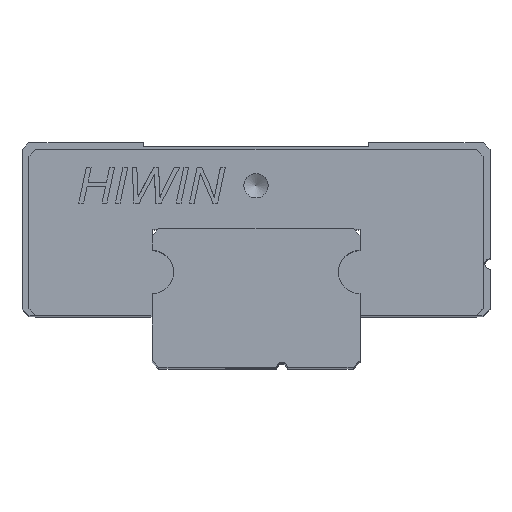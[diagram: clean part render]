
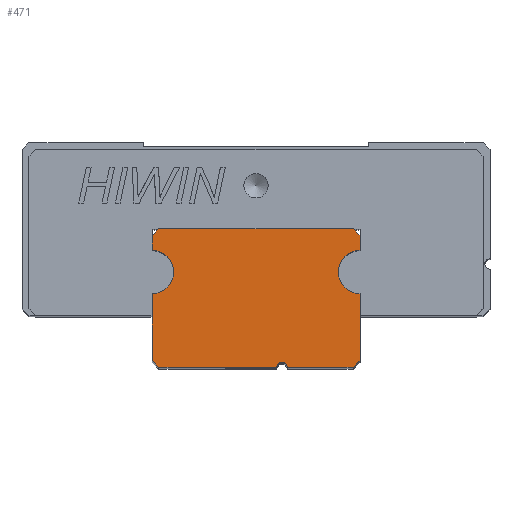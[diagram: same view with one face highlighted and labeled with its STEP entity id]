
A CAD part, top view. The second image highlights one B-rep face of the part: STEP entity #471.
In plain terms, the highlighted planar face has unit normal (0, 0, 1).
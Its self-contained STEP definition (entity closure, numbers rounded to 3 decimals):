
#471=ADVANCED_FACE('',(#835),#682,.F.);
#682=PLANE('',#4002);
#835=FACE_OUTER_BOUND('',#1040,.T.);
#1040=EDGE_LOOP('',(#1367,#1368,#1369,#1370,#1371,#1372,#1373,#1374,#1375,
#1376,#1377,#1378,#1379,#1380));
#1280=CIRCLE('',#3985,0.3);
#1282=CIRCLE('',#3990,1.25);
#1287=CIRCLE('',#3999,1.25);
#1367=ORIENTED_EDGE('',*,*,#2863,.T.);
#1368=ORIENTED_EDGE('',*,*,#2875,.T.);
#1369=ORIENTED_EDGE('',*,*,#2865,.T.);
#1370=ORIENTED_EDGE('',*,*,#2871,.T.);
#1371=ORIENTED_EDGE('',*,*,#2874,.T.);
#1372=ORIENTED_EDGE('',*,*,#2876,.T.);
#1373=ORIENTED_EDGE('',*,*,#2829,.T.);
#1374=ORIENTED_EDGE('',*,*,#2842,.T.);
#1375=ORIENTED_EDGE('',*,*,#2847,.T.);
#1376=ORIENTED_EDGE('',*,*,#2877,.T.);
#1377=ORIENTED_EDGE('',*,*,#2848,.T.);
#1378=ORIENTED_EDGE('',*,*,#2854,.T.);
#1379=ORIENTED_EDGE('',*,*,#2857,.T.);
#1380=ORIENTED_EDGE('',*,*,#2878,.T.);
#2440=VERTEX_POINT('',#4927);
#2441=VERTEX_POINT('',#4928);
#2451=VERTEX_POINT('',#4996);
#2453=VERTEX_POINT('',#5094);
#2454=VERTEX_POINT('',#5098);
#2455=VERTEX_POINT('',#5099);
#2459=VERTEX_POINT('',#5109);
#2461=VERTEX_POINT('',#5115);
#2467=VERTEX_POINT('',#5128);
#2468=VERTEX_POINT('',#5130);
#2469=VERTEX_POINT('',#5134);
#2470=VERTEX_POINT('',#5135);
#2474=VERTEX_POINT('',#5145);
#2476=VERTEX_POINT('',#5151);
#2829=EDGE_CURVE('',#2440,#2441,#3393,.T.);
#2842=EDGE_CURVE('',#2441,#2451,#1280,.T.);
#2847=EDGE_CURVE('',#2451,#2453,#3403,.T.);
#2848=EDGE_CURVE('',#2454,#2455,#3404,.T.);
#2854=EDGE_CURVE('',#2455,#2459,#1282,.T.);
#2857=EDGE_CURVE('',#2459,#2461,#3411,.T.);
#2863=EDGE_CURVE('',#2468,#2467,#3414,.T.);
#2865=EDGE_CURVE('',#2469,#2470,#3416,.T.);
#2871=EDGE_CURVE('',#2470,#2474,#1287,.T.);
#2874=EDGE_CURVE('',#2474,#2476,#3423,.T.);
#2875=EDGE_CURVE('',#2467,#2469,#3424,.T.);
#2876=EDGE_CURVE('',#2476,#2440,#3425,.T.);
#2877=EDGE_CURVE('',#2453,#2454,#3426,.T.);
#2878=EDGE_CURVE('',#2461,#2468,#3427,.T.);
#3393=LINE('',#4926,#3666);
#3403=LINE('',#5095,#3676);
#3404=LINE('',#5097,#3677);
#3411=LINE('',#5116,#3684);
#3414=LINE('',#5129,#3687);
#3416=LINE('',#5133,#3689);
#3423=LINE('',#5152,#3696);
#3424=LINE('',#5154,#3697);
#3425=LINE('',#5155,#3698);
#3426=LINE('',#5156,#3699);
#3427=LINE('',#5157,#3700);
#3666=VECTOR('',#4192,1.);
#3676=VECTOR('',#4216,1.);
#3677=VECTOR('',#4219,1.);
#3684=VECTOR('',#4234,1.);
#3687=VECTOR('',#4245,1.);
#3689=VECTOR('',#4249,1.);
#3696=VECTOR('',#4264,1.);
#3697=VECTOR('',#4267,1.);
#3698=VECTOR('',#4268,1.);
#3699=VECTOR('',#4269,1.);
#3700=VECTOR('',#4270,1.);
#3985=AXIS2_PLACEMENT_3D('',#4997,#4210,#4211);
#3990=AXIS2_PLACEMENT_3D('',#5110,#4228,#4229);
#3999=AXIS2_PLACEMENT_3D('',#5146,#4258,#4259);
#4002=AXIS2_PLACEMENT_3D('',#5158,#4271,#4272);
#4192=DIRECTION('',(1.,0.,0.));
#4210=DIRECTION('',(0.,0.,-1.));
#4211=DIRECTION('',(1.,0.,0.));
#4216=DIRECTION('',(1.,0.,0.));
#4219=DIRECTION('',(0.,1.,0.));
#4228=DIRECTION('',(0.,0.,-1.));
#4229=DIRECTION('',(1.,0.,0.));
#4234=DIRECTION('',(0.,1.,0.));
#4245=DIRECTION('',(-1.,0.,0.));
#4249=DIRECTION('',(0.,-1.,0.));
#4258=DIRECTION('',(0.,0.,-1.));
#4259=DIRECTION('',(1.,0.,0.));
#4264=DIRECTION('',(0.,-1.,0.));
#4267=DIRECTION('',(-0.707,-0.707,0.));
#4268=DIRECTION('',(0.707,-0.707,0.));
#4269=DIRECTION('',(0.707,0.707,0.));
#4270=DIRECTION('',(-0.707,0.707,0.));
#4271=DIRECTION('',(0.,0.,-1.));
#4272=DIRECTION('',(-1.,0.,0.));
#4926=CARTESIAN_POINT('',(-6.,0.,35.));
#4927=CARTESIAN_POINT('',(-5.6,0.,35.));
#4928=CARTESIAN_POINT('',(1.2,0.,35.));
#4996=CARTESIAN_POINT('',(1.8,0.,35.));
#4997=CARTESIAN_POINT('',(1.5,0.,35.));
#5094=CARTESIAN_POINT('',(5.6,0.,35.));
#5095=CARTESIAN_POINT('',(1.8,0.,35.));
#5097=CARTESIAN_POINT('',(6.,0.,35.));
#5098=CARTESIAN_POINT('',(6.,0.4,35.));
#5099=CARTESIAN_POINT('',(6.,4.25,35.));
#5109=CARTESIAN_POINT('',(6.,6.75,35.));
#5110=CARTESIAN_POINT('',(6.,5.5,35.));
#5115=CARTESIAN_POINT('',(6.,7.6,35.));
#5116=CARTESIAN_POINT('',(6.,6.75,35.));
#5128=CARTESIAN_POINT('',(-5.6,8.,35.));
#5129=CARTESIAN_POINT('',(6.,8.,35.));
#5130=CARTESIAN_POINT('',(5.6,8.,35.));
#5133=CARTESIAN_POINT('',(-6.,8.,35.));
#5134=CARTESIAN_POINT('',(-6.,7.6,35.));
#5135=CARTESIAN_POINT('',(-6.,6.75,35.));
#5145=CARTESIAN_POINT('',(-6.,4.25,35.));
#5146=CARTESIAN_POINT('',(-6.,5.5,35.));
#5151=CARTESIAN_POINT('',(-6.,0.4,35.));
#5152=CARTESIAN_POINT('',(-6.,4.25,35.));
#5154=CARTESIAN_POINT('',(-6.,7.6,35.));
#5155=CARTESIAN_POINT('',(-5.6,0.,35.));
#5156=CARTESIAN_POINT('',(6.,0.4,35.));
#5157=CARTESIAN_POINT('',(5.6,8.,35.));
#5158=CARTESIAN_POINT('',(1.5,0.,35.));
